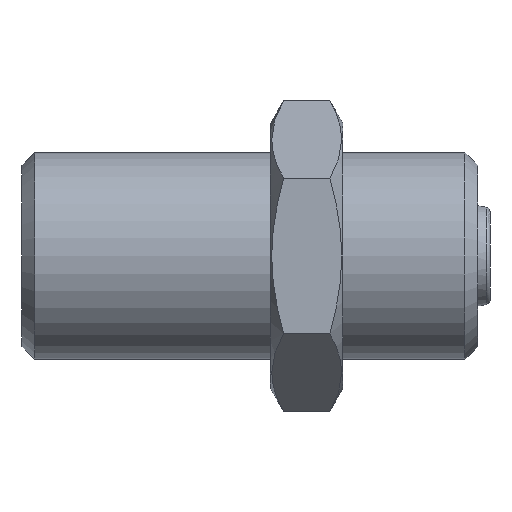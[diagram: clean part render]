
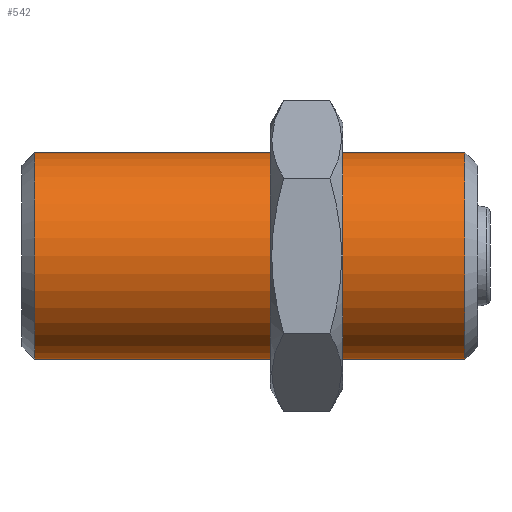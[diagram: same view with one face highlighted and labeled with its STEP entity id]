
A CAD part, left-side view. The second image highlights one B-rep face of the part: STEP entity #542.
In plain terms, the highlighted cylindrical face has radius 5 mm (diameter 10 mm), a full revolution.
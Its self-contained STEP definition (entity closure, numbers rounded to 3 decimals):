
#135=CYLINDRICAL_SURFACE('',#623,5.);
#148=ORIENTED_EDGE('',*,*,#275,.F.);
#149=ORIENTED_EDGE('',*,*,#274,.T.);
#274=EDGE_CURVE('',#339,#339,#389,.T.);
#275=EDGE_CURVE('',#340,#340,#390,.T.);
#339=VERTEX_POINT('',#846);
#340=VERTEX_POINT('',#849);
#389=CIRCLE('',#622,5.);
#390=CIRCLE('',#624,5.);
#412=EDGE_LOOP('',(#148));
#413=EDGE_LOOP('',(#149));
#468=FACE_BOUND('',#412,.T.);
#469=FACE_BOUND('',#413,.T.);
#542=ADVANCED_FACE('',(#468,#469),#135,.T.);
#622=AXIS2_PLACEMENT_3D('',#845,#694,#695);
#623=AXIS2_PLACEMENT_3D('',#847,#696,#697);
#624=AXIS2_PLACEMENT_3D('',#848,#698,#699);
#694=DIRECTION('',(1.,0.,0.));
#695=DIRECTION('',(0.,0.,-1.));
#696=DIRECTION('',(1.,0.,0.));
#697=DIRECTION('',(0.,0.,-1.));
#698=DIRECTION('',(1.,0.,0.));
#699=DIRECTION('',(0.,0.,-1.));
#845=CARTESIAN_POINT('',(0.613,0.,0.));
#846=CARTESIAN_POINT('',(0.613,0.,-5.));
#847=CARTESIAN_POINT('',(22.,0.,0.));
#848=CARTESIAN_POINT('',(21.387,0.,0.));
#849=CARTESIAN_POINT('',(21.387,0.,-5.));
